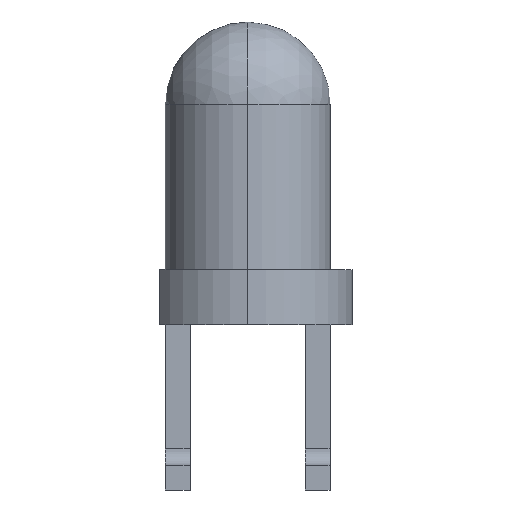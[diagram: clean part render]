
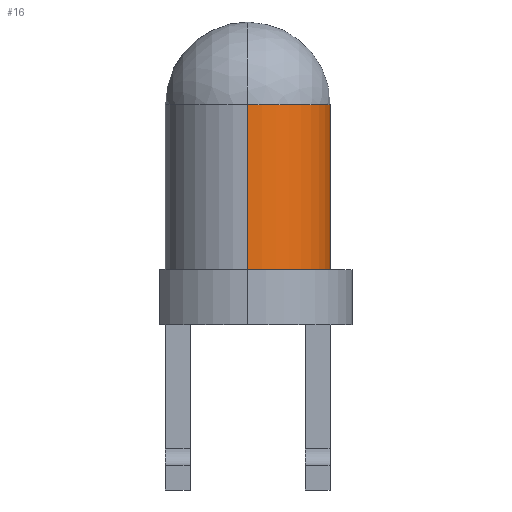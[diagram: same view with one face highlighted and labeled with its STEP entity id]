
A CAD part, left-side view. The second image highlights one B-rep face of the part: STEP entity #16.
In plain terms, the highlighted cylindrical face has radius 1.5 mm (diameter 3 mm), a partial arc.
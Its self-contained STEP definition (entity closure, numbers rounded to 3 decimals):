
#5 = CARTESIAN_POINT ( 'NONE',  ( 1.5, 0., 5. ) ) ;
#9 = CIRCLE ( 'NONE', #195, 1.5 ) ;
#16 = ADVANCED_FACE ( 'NONE', ( #263 ), #975, .T. ) ;
#30 = LINE ( 'NONE', #516, #1305 ) ;
#88 = EDGE_CURVE ( 'NONE', #305, #475, #606, .T. ) ;
#91 = DIRECTION ( 'NONE',  ( 0., 0., -1. ) ) ;
#117 = DIRECTION ( 'NONE',  ( 0., 0., -1. ) ) ;
#162 = CARTESIAN_POINT ( 'NONE',  ( 1.5, 0., 2. ) ) ;
#195 = AXIS2_PLACEMENT_3D ( 'NONE', #1201, #1310, #786 ) ;
#244 = VERTEX_POINT ( 'NONE', #162 ) ;
#263 = FACE_OUTER_BOUND ( 'NONE', #512, .T. ) ;
#305 = VERTEX_POINT ( 'NONE', #5 ) ;
#309 = CARTESIAN_POINT ( 'NONE',  ( -1.5, 0., 2. ) ) ;
#363 = ORIENTED_EDGE ( 'NONE', *, *, #1157, .T. ) ;
#417 = VERTEX_POINT ( 'NONE', #309 ) ;
#472 = AXIS2_PLACEMENT_3D ( 'NONE', #1765, #517, #815 ) ;
#475 = VERTEX_POINT ( 'NONE', #1797 ) ;
#512 = EDGE_LOOP ( 'NONE', ( #1005, #947, #1095, #363 ) ) ;
#516 = CARTESIAN_POINT ( 'NONE',  ( -1.5, 0., 6.5 ) ) ;
#517 = DIRECTION ( 'NONE',  ( 0., 0., -1. ) ) ;
#606 = CIRCLE ( 'NONE', #1252, 1.5 ) ;
#786 = DIRECTION ( 'NONE',  ( 1., 0., 0. ) ) ;
#788 = LINE ( 'NONE', #1079, #937 ) ;
#815 = DIRECTION ( 'NONE',  ( -1., 0., 0. ) ) ;
#937 = VECTOR ( 'NONE', #1353, 1000. ) ;
#947 = ORIENTED_EDGE ( 'NONE', *, *, #88, .T. ) ;
#961 = CARTESIAN_POINT ( 'NONE',  ( 0., 0., 5. ) ) ;
#975 = CYLINDRICAL_SURFACE ( 'NONE', #472, 1.5 ) ;
#1005 = ORIENTED_EDGE ( 'NONE', *, *, #1652, .F. ) ;
#1079 = CARTESIAN_POINT ( 'NONE',  ( 1.5, 0., 6.5 ) ) ;
#1095 = ORIENTED_EDGE ( 'NONE', *, *, #1649, .T. ) ;
#1157 = EDGE_CURVE ( 'NONE', #417, #244, #9, .T. ) ;
#1201 = CARTESIAN_POINT ( 'NONE',  ( 0., 0., 2. ) ) ;
#1252 = AXIS2_PLACEMENT_3D ( 'NONE', #961, #117, #1795 ) ;
#1305 = VECTOR ( 'NONE', #91, 1000. ) ;
#1310 = DIRECTION ( 'NONE',  ( 0., 0., 1. ) ) ;
#1353 = DIRECTION ( 'NONE',  ( 0., 0., -1. ) ) ;
#1649 = EDGE_CURVE ( 'NONE', #475, #417, #30, .T. ) ;
#1652 = EDGE_CURVE ( 'NONE', #305, #244, #788, .T. ) ;
#1765 = CARTESIAN_POINT ( 'NONE',  ( 0., 0., 6.5 ) ) ;
#1795 = DIRECTION ( 'NONE',  ( -1., 0., 0. ) ) ;
#1797 = CARTESIAN_POINT ( 'NONE',  ( -1.5, 0., 5. ) ) ;
